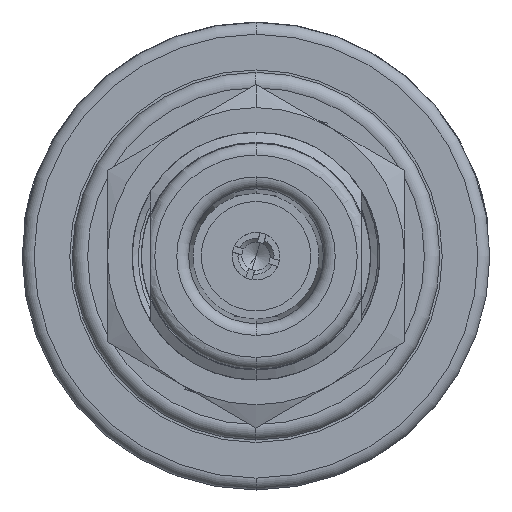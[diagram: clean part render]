
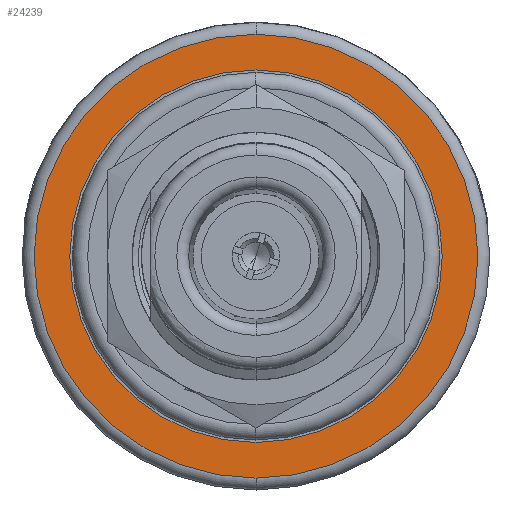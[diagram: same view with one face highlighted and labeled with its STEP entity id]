
A CAD part, left-side view. The second image highlights one B-rep face of the part: STEP entity #24239.
In plain terms, the highlighted planar face has unit normal (-1, 0, 0).
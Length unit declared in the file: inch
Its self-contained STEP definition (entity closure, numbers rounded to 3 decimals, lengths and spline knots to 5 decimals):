
#18 = DIRECTION ( 'NONE',  ( -1., 0., 0. ) ) ;
#1223 = VERTEX_POINT ( 'NONE', #16604 ) ;
#2481 = CARTESIAN_POINT ( 'NONE',  ( -0.44427, 0.32213, 0.42227 ) ) ;
#3481 = CIRCLE ( 'NONE', #32245, 0.47 ) ;
#4872 = CARTESIAN_POINT ( 'NONE',  ( -0.44427, 0.32213, -0.60773 ) ) ;
#5669 = AXIS2_PLACEMENT_3D ( 'NONE', #35718, #18454, #10074 ) ;
#7556 = ORIENTED_EDGE ( 'NONE', *, *, #29747, .T. ) ;
#8910 = AXIS2_PLACEMENT_3D ( 'NONE', #36593, #24859, #36715 ) ;
#9483 = DIRECTION ( 'NONE',  ( -1., 0., 0. ) ) ;
#10074 = DIRECTION ( 'NONE',  ( 0., 0., 1. ) ) ;
#10596 = EDGE_LOOP ( 'NONE', ( #25760, #14294 ) ) ;
#10992 = FACE_BOUND ( 'NONE', #10596, .T. ) ;
#12152 = AXIS2_PLACEMENT_3D ( 'NONE', #28646, #18, #14701 ) ;
#12396 = EDGE_CURVE ( 'NONE', #16574, #34137, #3481, .T. ) ;
#14294 = ORIENTED_EDGE ( 'NONE', *, *, #22299, .F. ) ;
#14701 = DIRECTION ( 'NONE',  ( 0., 0., 1. ) ) ;
#15246 = DIRECTION ( 'NONE',  ( 0., 0., 1. ) ) ;
#15605 = CIRCLE ( 'NONE', #5669, 0.47 ) ;
#16574 = VERTEX_POINT ( 'NONE', #2481 ) ;
#16604 = CARTESIAN_POINT ( 'NONE',  ( -0.44427, 0.32213, 0.51227 ) ) ;
#17918 = CARTESIAN_POINT ( 'NONE',  ( -0.44427, 0.32213, -0.04773 ) ) ;
#18454 = DIRECTION ( 'NONE',  ( -1., 0., 0. ) ) ;
#19438 = PLANE ( 'NONE',  #8910 ) ;
#22299 = EDGE_CURVE ( 'NONE', #34137, #16574, #15605, .T. ) ;
#22430 = VERTEX_POINT ( 'NONE', #4872 ) ;
#23062 = CIRCLE ( 'NONE', #12152, 0.56 ) ;
#23112 = EDGE_CURVE ( 'NONE', #1223, #22430, #33554, .T. ) ;
#23219 = EDGE_LOOP ( 'NONE', ( #35490, #7556 ) ) ;
#24239 = ADVANCED_FACE ( 'NONE', ( #10992, #33920 ), #19438, .F. ) ;
#24859 = DIRECTION ( 'NONE',  ( 1., 0., 0. ) ) ;
#25760 = ORIENTED_EDGE ( 'NONE', *, *, #12396, .F. ) ;
#26682 = CARTESIAN_POINT ( 'NONE',  ( -0.44427, 0.32213, -0.04773 ) ) ;
#28646 = CARTESIAN_POINT ( 'NONE',  ( -0.44427, 0.32213, -0.04773 ) ) ;
#28975 = DIRECTION ( 'NONE',  ( 0., 0., 1. ) ) ;
#29343 = DIRECTION ( 'NONE',  ( -1., 0., 0. ) ) ;
#29436 = CARTESIAN_POINT ( 'NONE',  ( -0.44427, 0.32213, -0.51773 ) ) ;
#29747 = EDGE_CURVE ( 'NONE', #22430, #1223, #23062, .T. ) ;
#32245 = AXIS2_PLACEMENT_3D ( 'NONE', #26682, #9483, #15246 ) ;
#33554 = CIRCLE ( 'NONE', #36553, 0.56 ) ;
#33920 = FACE_OUTER_BOUND ( 'NONE', #23219, .T. ) ;
#34137 = VERTEX_POINT ( 'NONE', #29436 ) ;
#35490 = ORIENTED_EDGE ( 'NONE', *, *, #23112, .T. ) ;
#35718 = CARTESIAN_POINT ( 'NONE',  ( -0.44427, 0.32213, -0.04773 ) ) ;
#36553 = AXIS2_PLACEMENT_3D ( 'NONE', #17918, #29343, #28975 ) ;
#36593 = CARTESIAN_POINT ( 'NONE',  ( -0.44427, 0.79213, -0.04773 ) ) ;
#36715 = DIRECTION ( 'NONE',  ( 0., 0., -1. ) ) ;
